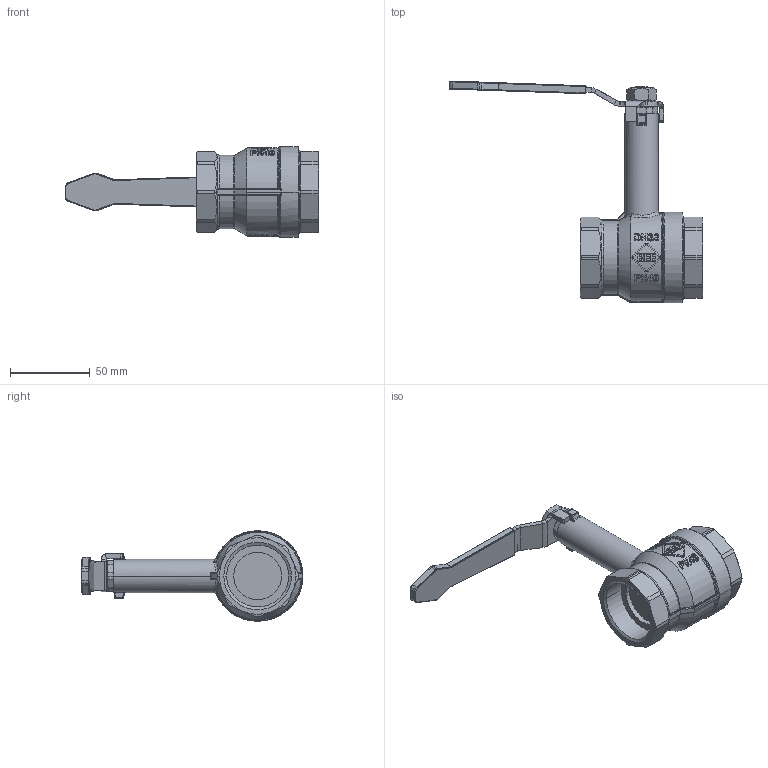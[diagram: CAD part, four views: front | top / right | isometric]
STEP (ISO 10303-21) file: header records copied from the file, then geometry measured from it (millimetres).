
FILE_DESCRIPTION(('STEP AP214'),'1');
FILE_NAME('valve_996-1_1_4.stp','2018-06-14T14:49:22',('TraceParts'),('TraceParts S.A.'),'Spatial InterOp 3D',' ',' ');
FILE_SCHEMA(('automotive_design'));
Length unit declared in the file: millimetre
Products named in the file (1): valve_996-1_1_4
Bounding box: 159.52 x 139.52 x 57 mm (x, y, z)
Volume: 161085.7 mm3; surface area: 33751.5 mm2
Topology: 1 solids, 1 shells, 1202 faces, 3136 edges, 2022 vertices
Faces by surface type: plane 493, bspline 304, cylinder 273, cone 59, torus 47, sphere 26
Entity records: 52233 total; most frequent: CARTESIAN_POINT 14995, ORIENTED_EDGE 6272, DIRECTION 4902, EDGE_CURVE 3136, VERTEX_POINT 2022, AXIS2_PLACEMENT_3D 1662, LINE 1578, VECTOR 1578
